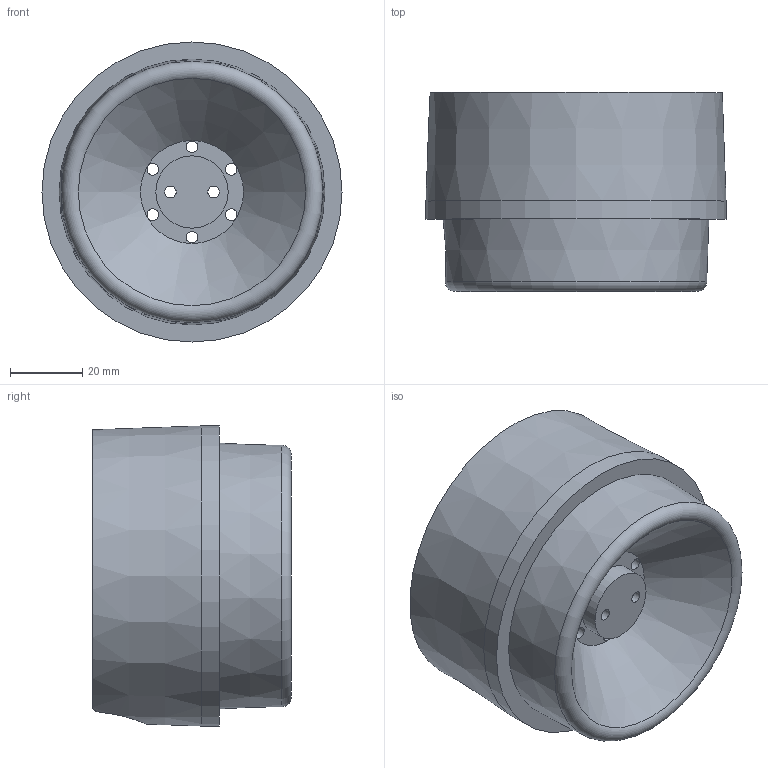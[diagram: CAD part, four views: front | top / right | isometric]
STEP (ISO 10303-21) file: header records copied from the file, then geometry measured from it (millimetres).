
FILE_DESCRIPTION(/* description */ (''),/* implementation_level */ '2;1');
FILE_NAME(/* name */ '020.stp',/* time_stamp */ '2022-04-04T18:25:43+02:00',/* author */ ('vinicius.miguel'),/* organization */ (''),/* preprocessor_version */ 'ST-DEVELOPER v18.1',/* originating_system */ 'Autodesk Inventor 2022',/* authorisation */ '');
FILE_SCHEMA (('AUTOMOTIVE_DESIGN { 1 0 10303 214 3 1 1 }'));
Length unit declared in the file: millimetre
Products named in the file (1): 020
Bounding box: 83 x 55 x 83 mm (x, y, z)
Volume: 126011.7 mm3; surface area: 30599.5 mm2
Topology: 1 solids, 1 shells, 24 faces, 59 edges, 39 vertices
Faces by surface type: cylinder 13, plane 5, cone 4, torus 2
Full cylindrical faces by diameter (mm): 3.2 x8, 20 x1, 83 x1
Entity records: 881 total; most frequent: CARTESIAN_POINT 213, DIRECTION 138, ORIENTED_EDGE 118, AXIS2_PLACEMENT_3D 60, EDGE_CURVE 59, EDGE_LOOP 42, VERTEX_POINT 39, CIRCLE 35
